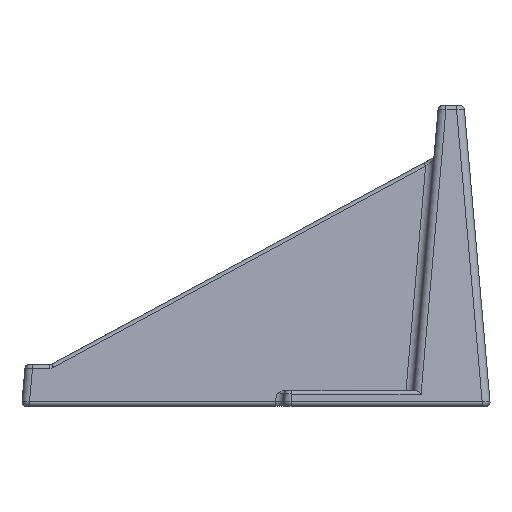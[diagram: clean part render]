
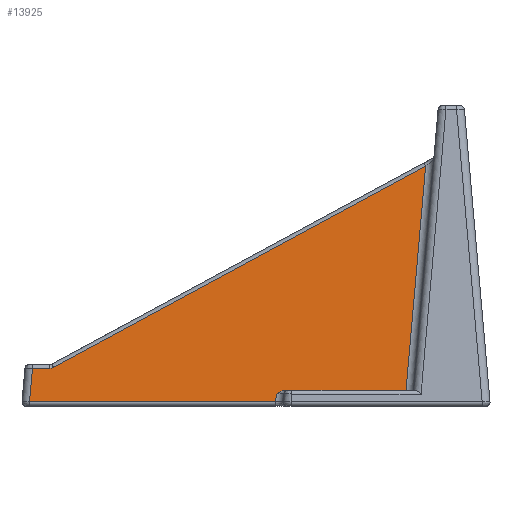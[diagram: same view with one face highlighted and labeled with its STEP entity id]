
A CAD part, left-side view. The second image highlights one B-rep face of the part: STEP entity #13925.
In plain terms, the highlighted planar face has unit normal (-0.995, 0.047, 0.087).
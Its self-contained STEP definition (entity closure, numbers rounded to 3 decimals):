
#582=ELLIPSE('',#15010,4.02,4.);
#1105=LINE('',#47616,#1676);
#1107=LINE('',#47619,#1678);
#1193=LINE('',#50485,#1764);
#1205=LINE('',#50629,#1776);
#1225=LINE('',#51946,#1796);
#1226=LINE('',#51948,#1797);
#1227=LINE('',#51949,#1798);
#1676=VECTOR('',#18003,10.);
#1678=VECTOR('',#18007,10.);
#1764=VECTOR('',#18717,10.);
#1776=VECTOR('',#18761,10.);
#1796=VECTOR('',#19033,10.);
#1797=VECTOR('',#19034,10.);
#1798=VECTOR('',#19035,10.);
#1907=PLANE('',#15471);
#2850=FACE_OUTER_BOUND('',#3775,.T.);
#3775=EDGE_LOOP('',(#12494,#12495,#12496,#12497,#12498,#12499,#12500,#12501,
#12502));
#5034=B_SPLINE_CURVE_WITH_KNOTS('',3,(#50557,#50558,#50559,#50560,#50561,
#50562,#50563,#50564),.UNSPECIFIED.,.F.,.F.,(4,2,2,4),(-0.001,
0.,0.309,0.51),.UNSPECIFIED.);
#5948=VERTEX_POINT('',#44296);
#6044=VERTEX_POINT('',#47578);
#6045=VERTEX_POINT('',#47580);
#6047=VERTEX_POINT('',#47612);
#6262=VERTEX_POINT('',#50479);
#6263=VERTEX_POINT('',#50483);
#6267=VERTEX_POINT('',#50554);
#6268=VERTEX_POINT('',#50556);
#6304=VERTEX_POINT('',#51947);
#7875=EDGE_CURVE('',#6044,#6045,#582,.T.);
#7881=EDGE_CURVE('',#6047,#6044,#1105,.T.);
#7883=EDGE_CURVE('',#6045,#5948,#1107,.T.);
#8268=EDGE_CURVE('',#6262,#6263,#1193,.T.);
#8274=EDGE_CURVE('',#6267,#6268,#5034,.F.);
#8291=EDGE_CURVE('',#6268,#6262,#1205,.T.);
#8401=EDGE_CURVE('',#6263,#6047,#1225,.T.);
#8402=EDGE_CURVE('',#6304,#6267,#1226,.T.);
#8403=EDGE_CURVE('',#5948,#6304,#1227,.T.);
#12494=ORIENTED_EDGE('',*,*,#7881,.F.);
#12495=ORIENTED_EDGE('',*,*,#8401,.F.);
#12496=ORIENTED_EDGE('',*,*,#8268,.F.);
#12497=ORIENTED_EDGE('',*,*,#8291,.F.);
#12498=ORIENTED_EDGE('',*,*,#8274,.F.);
#12499=ORIENTED_EDGE('',*,*,#8402,.F.);
#12500=ORIENTED_EDGE('',*,*,#8403,.F.);
#12501=ORIENTED_EDGE('',*,*,#7883,.F.);
#12502=ORIENTED_EDGE('',*,*,#7875,.F.);
#13925=ADVANCED_FACE('',(#2850),#1907,.T.);
#15010=AXIS2_PLACEMENT_3D('',#47581,#17988,#17989);
#15471=AXIS2_PLACEMENT_3D('',#51945,#19031,#19032);
#17988=DIRECTION('center_axis',(-0.995,0.047,0.087));
#17989=DIRECTION('ref_axis',(-0.099,-0.473,-0.875));
#18003=DIRECTION('',(-0.047,-0.999,0.));
#18007=DIRECTION('',(0.,-0.88,0.476));
#18717=DIRECTION('',(0.047,0.999,0.));
#18761=DIRECTION('',(-0.083,0.087,-0.993));
#19031=DIRECTION('center_axis',(-0.995,0.047,0.087));
#19032=DIRECTION('ref_axis',(0.047,0.999,-0.002));
#19033=DIRECTION('',(0.083,-0.087,0.993));
#19034=DIRECTION('',(0.047,0.999,0.));
#19035=DIRECTION('',(-0.083,0.087,-0.993));
#44296=CARTESIAN_POINT('',(-331.179,19.469,113.453));
#47578=CARTESIAN_POINT('',(-331.131,209.6,11.174));
#47580=CARTESIAN_POINT('',(-331.179,207.698,11.656));
#47581=CARTESIAN_POINT('Origin',(-330.781,209.6,15.174));
#47612=CARTESIAN_POINT('',(-330.717,218.363,11.174));
#47616=CARTESIAN_POINT('',(-333.579,157.873,11.174));
#47619=CARTESIAN_POINT('',(-331.179,67.214,87.631));
#50479=CARTESIAN_POINT('',(-338.027,95.306,-5.826));
#50483=CARTESIAN_POINT('',(-332.134,219.851,-5.826));
#50485=CARTESIAN_POINT('',(-337.601,104.297,-5.826));
#50554=CARTESIAN_POINT('',(-337.738,90.642,0.));
#50556=CARTESIAN_POINT('',(-337.693,94.956,-1.826));
#50557=CARTESIAN_POINT('Ctrl Pts',(-337.693,94.956,-1.826));
#50558=CARTESIAN_POINT('Ctrl Pts',(-337.693,94.953,-1.824));
#50559=CARTESIAN_POINT('Ctrl Pts',(-337.693,94.95,-1.821));
#50560=CARTESIAN_POINT('Ctrl Pts',(-337.681,94.103,-1.229));
#50561=CARTESIAN_POINT('Ctrl Pts',(-337.672,93.194,-0.627));
#50562=CARTESIAN_POINT('Ctrl Pts',(-337.7,91.55,-0.058));
#50563=CARTESIAN_POINT('Ctrl Pts',(-337.719,91.035,0.));
#50564=CARTESIAN_POINT('Ctrl Pts',(-337.738,90.642,0.));
#50629=CARTESIAN_POINT('',(-337.727,94.992,-2.23));
#51945=CARTESIAN_POINT('Origin',(-337.688,91.158,0.292));
#51946=CARTESIAN_POINT('',(-331.206,218.876,5.31));
#51947=CARTESIAN_POINT('',(-340.635,29.395,0.));
#51948=CARTESIAN_POINT('',(-337.093,104.273,0.));
#51949=CARTESIAN_POINT('',(-340.345,29.09,3.486));
